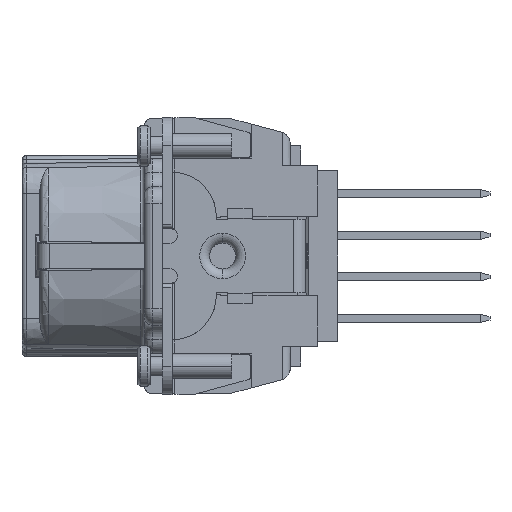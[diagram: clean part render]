
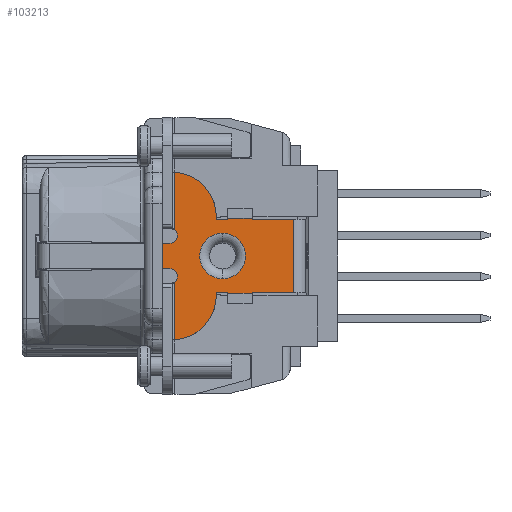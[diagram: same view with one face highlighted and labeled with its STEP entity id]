
A CAD part, left-side view. The second image highlights one B-rep face of the part: STEP entity #103213.
In plain terms, the highlighted planar face has unit normal (-1, 0, 0).
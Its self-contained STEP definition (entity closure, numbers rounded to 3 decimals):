
#73=DIRECTION('',(0.,0.,-1.));
#74=VECTOR('',#73,3.1);
#75=CARTESIAN_POINT('',(-46.4,-2.4,1.55));
#76=LINE('',#75,#74);
#13860=CARTESIAN_POINT('',(-46.4,-9.8,0.));
#13861=DIRECTION('',(-1.,0.,0.));
#13862=DIRECTION('',(0.,0.,1.));
#13863=AXIS2_PLACEMENT_3D('',#13860,#13861,#13862);
#13865=CARTESIAN_POINT('',(-46.4,-9.8,0.));
#13866=DIRECTION('',(-1.,0.,0.));
#13867=DIRECTION('',(0.,0.,-1.));
#13868=AXIS2_PLACEMENT_3D('',#13865,#13866,#13867);
#13878=DIRECTION('',(0.,-1.,0.));
#13879=VECTOR('',#13878,0.929);
#13880=CARTESIAN_POINT('',(-46.4,-2.4,1.55));
#13881=LINE('',#13880,#13879);
#13882=CARTESIAN_POINT('',(-46.4,-3.329,2.475));
#13883=DIRECTION('',(-1.,0.,0.));
#13884=DIRECTION('',(0.,0.,-1.));
#13885=AXIS2_PLACEMENT_3D('',#13882,#13883,#13884);
#13887=CARTESIAN_POINT('',(-46.4,-3.529,4.8));
#13888=DIRECTION('',(1.,0.,0.));
#13889=DIRECTION('',(0.,-0.067,0.998));
#13890=AXIS2_PLACEMENT_3D('',#13887,#13888,#13889);
#13892=DIRECTION('',(0.,0.,-1.));
#13893=VECTOR('',#13892,0.3);
#13894=CARTESIAN_POINT('',(-46.4,-9.029,4.8));
#13895=LINE('',#13894,#13893);
#13896=DIRECTION('',(0.,-1.,0.));
#13897=VECTOR('',#13896,1.4);
#13898=CARTESIAN_POINT('',(-46.4,-9.029,4.5));
#13899=LINE('',#13898,#13897);
#13900=DIRECTION('',(0.,0.,1.));
#13901=VECTOR('',#13900,0.05);
#13902=CARTESIAN_POINT('',(-46.4,-10.429,4.5));
#13903=LINE('',#13902,#13901);
#13904=DIRECTION('',(0.,0.,-1.));
#13905=VECTOR('',#13904,0.05);
#13906=CARTESIAN_POINT('',(-46.4,-13.429,4.55));
#13907=LINE('',#13906,#13905);
#13908=DIRECTION('',(0.,-1.,0.));
#13909=VECTOR('',#13908,5.05);
#13910=CARTESIAN_POINT('',(-46.4,-13.429,4.5));
#13911=LINE('',#13910,#13909);
#13912=DIRECTION('',(0.,1.,0.));
#13913=VECTOR('',#13912,5.05);
#13914=CARTESIAN_POINT('',(-46.4,-18.479,-4.5));
#13915=LINE('',#13914,#13913);
#13916=DIRECTION('',(0.,0.,-1.));
#13917=VECTOR('',#13916,0.05);
#13918=CARTESIAN_POINT('',(-46.4,-13.429,-4.5));
#13919=LINE('',#13918,#13917);
#13920=DIRECTION('',(0.,0.,1.));
#13921=VECTOR('',#13920,0.05);
#13922=CARTESIAN_POINT('',(-46.4,-10.429,-4.55));
#13923=LINE('',#13922,#13921);
#13924=DIRECTION('',(0.,1.,0.));
#13925=VECTOR('',#13924,1.4);
#13926=CARTESIAN_POINT('',(-46.4,-10.429,-4.5));
#13927=LINE('',#13926,#13925);
#13928=DIRECTION('',(0.,0.,-1.));
#13929=VECTOR('',#13928,0.3);
#13930=CARTESIAN_POINT('',(-46.4,-9.029,-4.5));
#13931=LINE('',#13930,#13929);
#13932=CARTESIAN_POINT('',(-46.4,-3.529,-4.8));
#13933=DIRECTION('',(1.,0.,0.));
#13934=DIRECTION('',(0.,-1.,0.));
#13935=AXIS2_PLACEMENT_3D('',#13932,#13933,#13934);
#13937=CARTESIAN_POINT('',(-46.4,-3.329,-2.475));
#13938=DIRECTION('',(-1.,0.,0.));
#13939=DIRECTION('',(0.,-0.618,-0.787));
#13940=AXIS2_PLACEMENT_3D('',#13937,#13938,#13939);
#13942=DIRECTION('',(0.,1.,0.));
#13943=VECTOR('',#13942,0.929);
#13944=CARTESIAN_POINT('',(-46.4,-3.329,-1.55));
#13945=LINE('',#13944,#13943);
#14296=DIRECTION('',(0.,-1.,0.));
#14297=VECTOR('',#14296,3.);
#14298=CARTESIAN_POINT('',(-46.4,-10.429,-4.55));
#14299=LINE('',#14298,#14297);
#22604=DIRECTION('',(0.,0.,-1.));
#22605=VECTOR('',#22604,7.085);
#22606=CARTESIAN_POINT('',(-46.4,-3.9,-3.203));
#22607=LINE('',#22606,#22605);
#23199=CARTESIAN_POINT('',(-46.4,-3.9,10.287));
#23201=DIRECTION('',(0.,0.,-1.));
#23202=VECTOR('',#23201,7.085);
#23203=CARTESIAN_POINT('',(-46.4,-3.9,10.287));
#23204=LINE('',#23203,#23202);
#50259=DIRECTION('',(0.,0.,1.));
#50260=VECTOR('',#50259,9.);
#50261=CARTESIAN_POINT('',(-46.4,-18.479,-4.5));
#50262=LINE('',#50261,#50260);
#50581=DIRECTION('',(0.,1.,0.));
#50582=VECTOR('',#50581,3.);
#50583=CARTESIAN_POINT('',(-46.4,-13.429,4.55));
#50584=LINE('',#50583,#50582);
#85861=CARTESIAN_POINT('',(-46.4,-13.429,-4.55));
#85862=VERTEX_POINT('',#85861);
#85867=CARTESIAN_POINT('',(-46.4,-10.429,-4.55));
#85868=VERTEX_POINT('',#85867);
#85942=CARTESIAN_POINT('',(-46.4,-3.329,1.55));
#85943=VERTEX_POINT('',#85942);
#85944=CARTESIAN_POINT('',(-46.4,-3.9,3.203));
#85945=VERTEX_POINT('',#85944);
#85953=VERTEX_POINT('',#23199);
#85954=CARTESIAN_POINT('',(-46.4,-9.029,4.8));
#85955=VERTEX_POINT('',#85954);
#85956=CARTESIAN_POINT('',(-46.4,-9.029,4.5));
#85957=VERTEX_POINT('',#85956);
#85958=CARTESIAN_POINT('',(-46.4,-10.429,4.5));
#85959=VERTEX_POINT('',#85958);
#85960=CARTESIAN_POINT('',(-46.4,-10.429,4.55));
#85961=VERTEX_POINT('',#85960);
#85974=CARTESIAN_POINT('',(-46.4,-13.429,4.55));
#85976=VERTEX_POINT('',#85974);
#85982=CARTESIAN_POINT('',(-46.4,-13.429,4.5));
#85983=VERTEX_POINT('',#85982);
#85984=CARTESIAN_POINT('',(-46.4,-18.479,4.5));
#85985=VERTEX_POINT('',#85984);
#85986=CARTESIAN_POINT('',(-46.4,-18.479,-4.5));
#85987=VERTEX_POINT('',#85986);
#85988=CARTESIAN_POINT('',(-46.4,-13.429,-4.5));
#85989=VERTEX_POINT('',#85988);
#85990=CARTESIAN_POINT('',(-46.4,-10.429,-4.5));
#85991=VERTEX_POINT('',#85990);
#85992=CARTESIAN_POINT('',(-46.4,-9.029,-4.5));
#85993=VERTEX_POINT('',#85992);
#85994=CARTESIAN_POINT('',(-46.4,-9.029,-4.8));
#85995=VERTEX_POINT('',#85994);
#85996=CARTESIAN_POINT('',(-46.4,-3.9,-10.287));
#85997=VERTEX_POINT('',#85996);
#85998=CARTESIAN_POINT('',(-46.4,-3.9,-3.203));
#85999=VERTEX_POINT('',#85998);
#86000=CARTESIAN_POINT('',(-46.4,-3.329,-1.55));
#86001=VERTEX_POINT('',#86000);
#86002=CARTESIAN_POINT('',(-46.4,-9.8,2.8));
#86003=CARTESIAN_POINT('',(-46.4,-9.8,-2.8));
#86004=VERTEX_POINT('',#86002);
#86005=VERTEX_POINT('',#86003);
#86419=CARTESIAN_POINT('',(-46.4,-2.4,1.55));
#86421=VERTEX_POINT('',#86419);
#86429=CARTESIAN_POINT('',(-46.4,-2.4,-1.55));
#86430=VERTEX_POINT('',#86429);
#103159=CARTESIAN_POINT('',(-46.4,2.471,0.));
#103160=DIRECTION('',(-1.,0.,0.));
#103161=DIRECTION('',(0.,0.,-1.));
#103162=AXIS2_PLACEMENT_3D('',#103159,#103160,#103161);
#103163=PLANE('',#103162);
#103164=ORIENTED_EDGE('',*,*,#93559,.F.);
#103165=ORIENTED_EDGE('',*,*,#93666,.T.);
#103167=ORIENTED_EDGE('',*,*,#103166,.T.);
#103169=ORIENTED_EDGE('',*,*,#103168,.F.);
#103171=ORIENTED_EDGE('',*,*,#103170,.T.);
#103173=ORIENTED_EDGE('',*,*,#103172,.T.);
#103175=ORIENTED_EDGE('',*,*,#103174,.T.);
#103177=ORIENTED_EDGE('',*,*,#103176,.T.);
#103179=ORIENTED_EDGE('',*,*,#103178,.F.);
#103181=ORIENTED_EDGE('',*,*,#103180,.T.);
#103183=ORIENTED_EDGE('',*,*,#103182,.T.);
#103185=ORIENTED_EDGE('',*,*,#103184,.F.);
#103187=ORIENTED_EDGE('',*,*,#103186,.T.);
#103189=ORIENTED_EDGE('',*,*,#103188,.T.);
#103191=ORIENTED_EDGE('',*,*,#103190,.F.);
#103193=ORIENTED_EDGE('',*,*,#103192,.T.);
#103195=ORIENTED_EDGE('',*,*,#103194,.T.);
#103197=ORIENTED_EDGE('',*,*,#103196,.T.);
#103199=ORIENTED_EDGE('',*,*,#103198,.T.);
#103201=ORIENTED_EDGE('',*,*,#103200,.F.);
#103203=ORIENTED_EDGE('',*,*,#103202,.T.);
#103204=ORIENTED_EDGE('',*,*,#103129,.T.);
#103205=EDGE_LOOP('',(#103164,#103165,#103167,#103169,#103171,#103173,#103175,
#103177,#103179,#103181,#103183,#103185,#103187,#103189,#103191,#103193,#103195,
#103197,#103199,#103201,#103203,#103204));
#103206=FACE_OUTER_BOUND('',#103205,.F.);
#103208=ORIENTED_EDGE('',*,*,#103207,.T.);
#103210=ORIENTED_EDGE('',*,*,#103209,.T.);
#103211=EDGE_LOOP('',(#103208,#103210));
#103212=FACE_BOUND('',#103211,.F.);
#103213=ADVANCED_FACE('',(#103206,#103212),#103163,.T.);
#13864=CIRCLE('',#13863,2.8);
#13869=CIRCLE('',#13868,2.8);
#13886=CIRCLE('',#13885,0.925);
#13891=CIRCLE('',#13890,5.5);
#13936=CIRCLE('',#13935,5.5);
#13941=CIRCLE('',#13940,0.925);
#93559=EDGE_CURVE('',#86421,#86430,#76,.T.);
#93666=EDGE_CURVE('',#86421,#85943,#13881,.T.);
#103129=EDGE_CURVE('',#86001,#86430,#13945,.T.);
#103166=EDGE_CURVE('',#85943,#85945,#13886,.T.);
#103168=EDGE_CURVE('',#85953,#85945,#23204,.T.);
#103170=EDGE_CURVE('',#85953,#85955,#13891,.T.);
#103172=EDGE_CURVE('',#85955,#85957,#13895,.T.);
#103174=EDGE_CURVE('',#85957,#85959,#13899,.T.);
#103176=EDGE_CURVE('',#85959,#85961,#13903,.T.);
#103178=EDGE_CURVE('',#85976,#85961,#50584,.T.);
#103180=EDGE_CURVE('',#85976,#85983,#13907,.T.);
#103182=EDGE_CURVE('',#85983,#85985,#13911,.T.);
#103184=EDGE_CURVE('',#85987,#85985,#50262,.T.);
#103186=EDGE_CURVE('',#85987,#85989,#13915,.T.);
#103188=EDGE_CURVE('',#85989,#85862,#13919,.T.);
#103190=EDGE_CURVE('',#85868,#85862,#14299,.T.);
#103192=EDGE_CURVE('',#85868,#85991,#13923,.T.);
#103194=EDGE_CURVE('',#85991,#85993,#13927,.T.);
#103196=EDGE_CURVE('',#85993,#85995,#13931,.T.);
#103198=EDGE_CURVE('',#85995,#85997,#13936,.T.);
#103200=EDGE_CURVE('',#85999,#85997,#22607,.T.);
#103202=EDGE_CURVE('',#85999,#86001,#13941,.T.);
#103207=EDGE_CURVE('',#86004,#86005,#13864,.T.);
#103209=EDGE_CURVE('',#86005,#86004,#13869,.T.);
